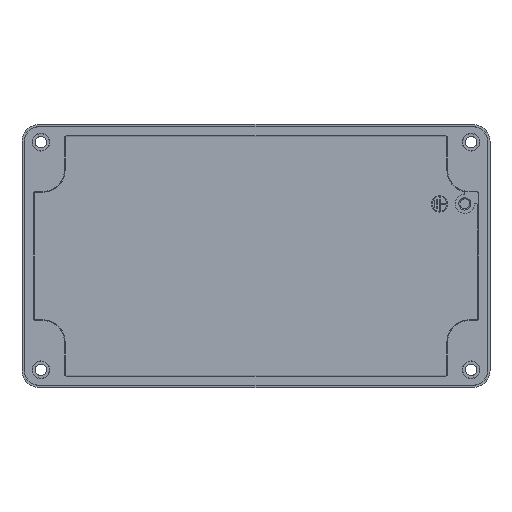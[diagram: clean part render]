
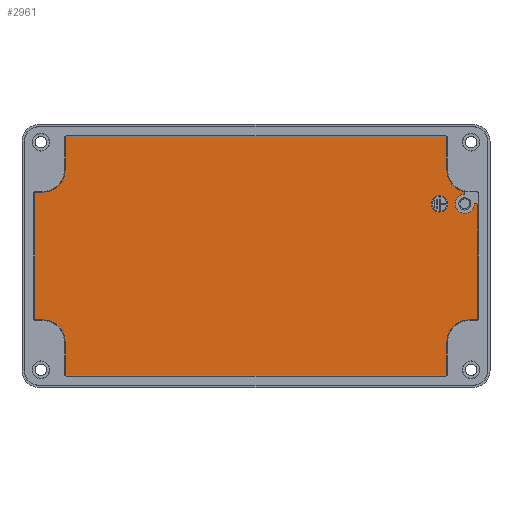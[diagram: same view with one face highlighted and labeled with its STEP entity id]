
A CAD part, front view. The second image highlights one B-rep face of the part: STEP entity #2961.
In plain terms, the highlighted planar face has unit normal (0, -1, 0).
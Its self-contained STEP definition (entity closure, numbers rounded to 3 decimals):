
#788=CARTESIAN_POINT('',(101.1,16.,40.8));
#789=DIRECTION('',(0.,1.,0.));
#790=DIRECTION('',(-0.194,0.,-0.981));
#791=AXIS2_PLACEMENT_3D('',#788,#789,#790);
#793=DIRECTION('',(0.,0.,-1.));
#794=VECTOR('',#793,1.255);
#795=CARTESIAN_POINT('',(99.06,16.,30.475));
#796=LINE('',#795,#794);
#797=CARTESIAN_POINT('',(99.06,16.,24.72));
#798=DIRECTION('',(0.,-1.,0.));
#799=DIRECTION('',(0.,0.,1.));
#800=AXIS2_PLACEMENT_3D('',#797,#798,#799);
#802=DIRECTION('',(-1.,0.,0.));
#803=VECTOR('',#802,1.716);
#804=CARTESIAN_POINT('',(105.276,16.,24.72));
#805=LINE('',#804,#803);
#806=DIRECTION('',(0.,0.,1.));
#807=VECTOR('',#806,54.306);
#808=CARTESIAN_POINT('',(105.276,16.,-29.586));
#809=LINE('',#808,#807);
#810=CARTESIAN_POINT('',(104.586,16.,-29.586));
#811=DIRECTION('',(0.,-1.,0.));
#812=DIRECTION('',(0.,0.,-1.));
#813=AXIS2_PLACEMENT_3D('',#810,#811,#812);
#815=DIRECTION('',(1.,0.,0.));
#816=VECTOR('',#815,3.486);
#817=CARTESIAN_POINT('',(101.1,16.,-30.276));
#818=LINE('',#817,#816);
#819=CARTESIAN_POINT('',(101.1,16.,-40.8));
#820=DIRECTION('',(0.,1.,0.));
#821=DIRECTION('',(-1.,0.,0.));
#822=AXIS2_PLACEMENT_3D('',#819,#820,#821);
#824=DIRECTION('',(0.,0.,1.));
#825=VECTOR('',#824,15.186);
#826=CARTESIAN_POINT('',(90.576,16.,-55.986));
#827=LINE('',#826,#825);
#828=CARTESIAN_POINT('',(89.886,16.,-55.986));
#829=DIRECTION('',(0.,-1.,0.));
#830=DIRECTION('',(0.,0.,-1.));
#831=AXIS2_PLACEMENT_3D('',#828,#829,#830);
#833=DIRECTION('',(1.,0.,0.));
#834=VECTOR('',#833,179.773);
#835=CARTESIAN_POINT('',(-89.886,16.,-56.676));
#836=LINE('',#835,#834);
#837=CARTESIAN_POINT('',(-89.886,16.,-55.986));
#838=DIRECTION('',(0.,-1.,0.));
#839=DIRECTION('',(-1.,0.,0.));
#840=AXIS2_PLACEMENT_3D('',#837,#838,#839);
#842=DIRECTION('',(0.,0.,-1.));
#843=VECTOR('',#842,15.186);
#844=CARTESIAN_POINT('',(-90.576,16.,-40.8));
#845=LINE('',#844,#843);
#846=CARTESIAN_POINT('',(-101.1,16.,-40.8));
#847=DIRECTION('',(0.,1.,0.));
#848=DIRECTION('',(0.,0.,1.));
#849=AXIS2_PLACEMENT_3D('',#846,#847,#848);
#851=DIRECTION('',(1.,0.,0.));
#852=VECTOR('',#851,3.486);
#853=CARTESIAN_POINT('',(-104.586,16.,-30.276));
#854=LINE('',#853,#852);
#855=CARTESIAN_POINT('',(-104.586,16.,-29.586));
#856=DIRECTION('',(0.,-1.,0.));
#857=DIRECTION('',(-1.,0.,0.));
#858=AXIS2_PLACEMENT_3D('',#855,#856,#857);
#860=DIRECTION('',(0.,0.,-1.));
#861=VECTOR('',#860,59.173);
#862=CARTESIAN_POINT('',(-105.276,16.,29.586));
#863=LINE('',#862,#861);
#864=CARTESIAN_POINT('',(-104.586,16.,29.586));
#865=DIRECTION('',(0.,-1.,0.));
#866=DIRECTION('',(0.,0.,1.));
#867=AXIS2_PLACEMENT_3D('',#864,#865,#866);
#869=DIRECTION('',(-1.,0.,0.));
#870=VECTOR('',#869,3.486);
#871=CARTESIAN_POINT('',(-101.1,16.,30.276));
#872=LINE('',#871,#870);
#873=CARTESIAN_POINT('',(-101.1,16.,40.8));
#874=DIRECTION('',(0.,1.,0.));
#875=DIRECTION('',(1.,0.,0.));
#876=AXIS2_PLACEMENT_3D('',#873,#874,#875);
#878=DIRECTION('',(0.,0.,-1.));
#879=VECTOR('',#878,15.186);
#880=CARTESIAN_POINT('',(-90.576,16.,55.986));
#881=LINE('',#880,#879);
#882=CARTESIAN_POINT('',(-89.886,16.,55.986));
#883=DIRECTION('',(0.,-1.,0.));
#884=DIRECTION('',(0.,0.,1.));
#885=AXIS2_PLACEMENT_3D('',#882,#883,#884);
#887=DIRECTION('',(-1.,0.,0.));
#888=VECTOR('',#887,179.773);
#889=CARTESIAN_POINT('',(89.886,16.,56.676));
#890=LINE('',#889,#888);
#891=CARTESIAN_POINT('',(89.886,16.,55.986));
#892=DIRECTION('',(0.,-1.,0.));
#893=DIRECTION('',(1.,0.,0.));
#894=AXIS2_PLACEMENT_3D('',#891,#892,#893);
#896=DIRECTION('',(0.,0.,1.));
#897=VECTOR('',#896,15.186);
#898=CARTESIAN_POINT('',(90.576,16.,40.8));
#899=LINE('',#898,#897);
#900=CARTESIAN_POINT('',(87.06,16.,24.72));
#901=DIRECTION('',(0.,-1.,0.));
#902=DIRECTION('',(-1.,0.,0.));
#903=AXIS2_PLACEMENT_3D('',#900,#901,#902);
#905=CARTESIAN_POINT('',(87.06,16.,24.72));
#906=DIRECTION('',(0.,-1.,0.));
#907=DIRECTION('',(1.,0.,0.));
#908=AXIS2_PLACEMENT_3D('',#905,#906,#907);
#1393=CARTESIAN_POINT('',(83.16,16.,24.72));
#1394=CARTESIAN_POINT('',(90.96,16.,24.72));
#1395=VERTEX_POINT('',#1393);
#1396=VERTEX_POINT('',#1394);
#1605=CARTESIAN_POINT('',(99.06,16.,29.22));
#1606=CARTESIAN_POINT('',(103.56,16.,24.72));
#1607=VERTEX_POINT('',#1605);
#1608=VERTEX_POINT('',#1606);
#1609=CARTESIAN_POINT('',(-101.1,16.,-30.276));
#1610=CARTESIAN_POINT('',(-90.576,16.,-40.8));
#1611=VERTEX_POINT('',#1609);
#1612=VERTEX_POINT('',#1610);
#1613=CARTESIAN_POINT('',(90.576,16.,-40.8));
#1614=CARTESIAN_POINT('',(101.1,16.,-30.276));
#1615=VERTEX_POINT('',#1613);
#1616=VERTEX_POINT('',#1614);
#1617=CARTESIAN_POINT('',(-90.576,16.,40.8));
#1618=CARTESIAN_POINT('',(-101.1,16.,30.276));
#1619=VERTEX_POINT('',#1617);
#1620=VERTEX_POINT('',#1618);
#1637=CARTESIAN_POINT('',(90.576,16.,40.8));
#1638=VERTEX_POINT('',#1637);
#1639=CARTESIAN_POINT('',(-89.886,16.,56.676));
#1640=CARTESIAN_POINT('',(-90.576,16.,55.986));
#1641=VERTEX_POINT('',#1639);
#1642=VERTEX_POINT('',#1640);
#1643=CARTESIAN_POINT('',(-104.586,16.,30.276));
#1644=CARTESIAN_POINT('',(-105.276,16.,29.586));
#1645=VERTEX_POINT('',#1643);
#1646=VERTEX_POINT('',#1644);
#1647=CARTESIAN_POINT('',(90.576,16.,55.986));
#1648=CARTESIAN_POINT('',(89.886,16.,56.676));
#1649=VERTEX_POINT('',#1647);
#1650=VERTEX_POINT('',#1648);
#1651=CARTESIAN_POINT('',(104.586,16.,-30.276));
#1652=CARTESIAN_POINT('',(105.276,16.,-29.586));
#1653=VERTEX_POINT('',#1651);
#1654=VERTEX_POINT('',#1652);
#1655=CARTESIAN_POINT('',(89.886,16.,-56.676));
#1656=CARTESIAN_POINT('',(90.576,16.,-55.986));
#1657=VERTEX_POINT('',#1655);
#1658=VERTEX_POINT('',#1656);
#1659=CARTESIAN_POINT('',(-90.576,16.,-55.986));
#1660=CARTESIAN_POINT('',(-89.886,16.,-56.676));
#1661=VERTEX_POINT('',#1659);
#1662=VERTEX_POINT('',#1660);
#1663=CARTESIAN_POINT('',(-105.276,16.,-29.586));
#1664=CARTESIAN_POINT('',(-104.586,16.,-30.276));
#1665=VERTEX_POINT('',#1663);
#1666=VERTEX_POINT('',#1664);
#1677=CARTESIAN_POINT('',(99.06,16.,30.475));
#1678=VERTEX_POINT('',#1677);
#1679=CARTESIAN_POINT('',(105.276,16.,24.72));
#1680=VERTEX_POINT('',#1679);
#2900=CARTESIAN_POINT('',(0.,16.,0.));
#2901=DIRECTION('',(0.,-1.,0.));
#2902=DIRECTION('',(1.,0.,0.));
#2903=AXIS2_PLACEMENT_3D('',#2900,#2901,#2902);
#2904=PLANE('',#2903);
#2906=ORIENTED_EDGE('',*,*,#2905,.F.);
#2908=ORIENTED_EDGE('',*,*,#2907,.T.);
#2910=ORIENTED_EDGE('',*,*,#2909,.T.);
#2912=ORIENTED_EDGE('',*,*,#2911,.F.);
#2914=ORIENTED_EDGE('',*,*,#2913,.F.);
#2916=ORIENTED_EDGE('',*,*,#2915,.F.);
#2918=ORIENTED_EDGE('',*,*,#2917,.F.);
#2920=ORIENTED_EDGE('',*,*,#2919,.F.);
#2922=ORIENTED_EDGE('',*,*,#2921,.F.);
#2924=ORIENTED_EDGE('',*,*,#2923,.F.);
#2926=ORIENTED_EDGE('',*,*,#2925,.F.);
#2928=ORIENTED_EDGE('',*,*,#2927,.F.);
#2930=ORIENTED_EDGE('',*,*,#2929,.F.);
#2932=ORIENTED_EDGE('',*,*,#2931,.F.);
#2934=ORIENTED_EDGE('',*,*,#2933,.F.);
#2936=ORIENTED_EDGE('',*,*,#2935,.F.);
#2938=ORIENTED_EDGE('',*,*,#2937,.F.);
#2939=ORIENTED_EDGE('',*,*,#2881,.F.);
#2940=ORIENTED_EDGE('',*,*,#2869,.F.);
#2942=ORIENTED_EDGE('',*,*,#2941,.F.);
#2944=ORIENTED_EDGE('',*,*,#2943,.F.);
#2946=ORIENTED_EDGE('',*,*,#2945,.F.);
#2948=ORIENTED_EDGE('',*,*,#2947,.F.);
#2950=ORIENTED_EDGE('',*,*,#2949,.F.);
#2952=ORIENTED_EDGE('',*,*,#2951,.F.);
#2953=EDGE_LOOP('',(#2906,#2908,#2910,#2912,#2914,#2916,#2918,#2920,#2922,#2924,
#2926,#2928,#2930,#2932,#2934,#2936,#2938,#2939,#2940,#2942,#2944,#2946,#2948,
#2950,#2952));
#2954=FACE_OUTER_BOUND('',#2953,.F.);
#2956=ORIENTED_EDGE('',*,*,#2955,.T.);
#2958=ORIENTED_EDGE('',*,*,#2957,.T.);
#2959=EDGE_LOOP('',(#2956,#2958));
#2960=FACE_BOUND('',#2959,.F.);
#2961=ADVANCED_FACE('',(#2954,#2960),#2904,.T.);
#792=CIRCLE('',#791,10.524);
#801=CIRCLE('',#800,4.5);
#814=CIRCLE('',#813,0.689);
#823=CIRCLE('',#822,10.524);
#832=CIRCLE('',#831,0.689);
#841=CIRCLE('',#840,0.689);
#850=CIRCLE('',#849,10.524);
#859=CIRCLE('',#858,0.689);
#868=CIRCLE('',#867,0.689);
#877=CIRCLE('',#876,10.524);
#886=CIRCLE('',#885,0.689);
#895=CIRCLE('',#894,0.689);
#904=CIRCLE('',#903,3.9);
#909=CIRCLE('',#908,3.9);
#2869=EDGE_CURVE('',#1620,#1645,#872,.T.);
#2881=EDGE_CURVE('',#1645,#1646,#868,.T.);
#2905=EDGE_CURVE('',#1678,#1638,#792,.T.);
#2907=EDGE_CURVE('',#1678,#1607,#796,.T.);
#2909=EDGE_CURVE('',#1607,#1608,#801,.T.);
#2911=EDGE_CURVE('',#1680,#1608,#805,.T.);
#2913=EDGE_CURVE('',#1654,#1680,#809,.T.);
#2915=EDGE_CURVE('',#1653,#1654,#814,.T.);
#2917=EDGE_CURVE('',#1616,#1653,#818,.T.);
#2919=EDGE_CURVE('',#1615,#1616,#823,.T.);
#2921=EDGE_CURVE('',#1658,#1615,#827,.T.);
#2923=EDGE_CURVE('',#1657,#1658,#832,.T.);
#2925=EDGE_CURVE('',#1662,#1657,#836,.T.);
#2927=EDGE_CURVE('',#1661,#1662,#841,.T.);
#2929=EDGE_CURVE('',#1612,#1661,#845,.T.);
#2931=EDGE_CURVE('',#1611,#1612,#850,.T.);
#2933=EDGE_CURVE('',#1666,#1611,#854,.T.);
#2935=EDGE_CURVE('',#1665,#1666,#859,.T.);
#2937=EDGE_CURVE('',#1646,#1665,#863,.T.);
#2941=EDGE_CURVE('',#1619,#1620,#877,.T.);
#2943=EDGE_CURVE('',#1642,#1619,#881,.T.);
#2945=EDGE_CURVE('',#1641,#1642,#886,.T.);
#2947=EDGE_CURVE('',#1650,#1641,#890,.T.);
#2949=EDGE_CURVE('',#1649,#1650,#895,.T.);
#2951=EDGE_CURVE('',#1638,#1649,#899,.T.);
#2955=EDGE_CURVE('',#1395,#1396,#904,.T.);
#2957=EDGE_CURVE('',#1396,#1395,#909,.T.);
